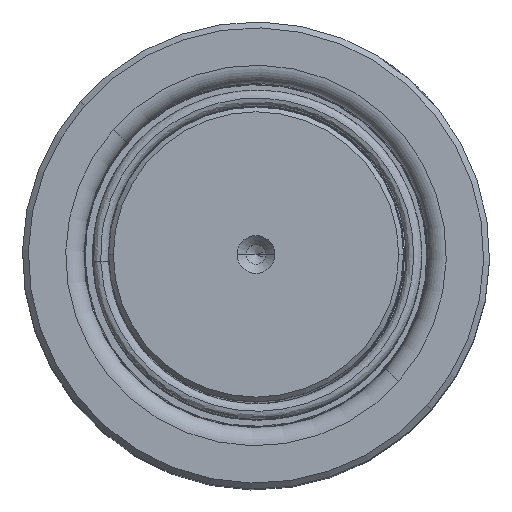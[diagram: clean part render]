
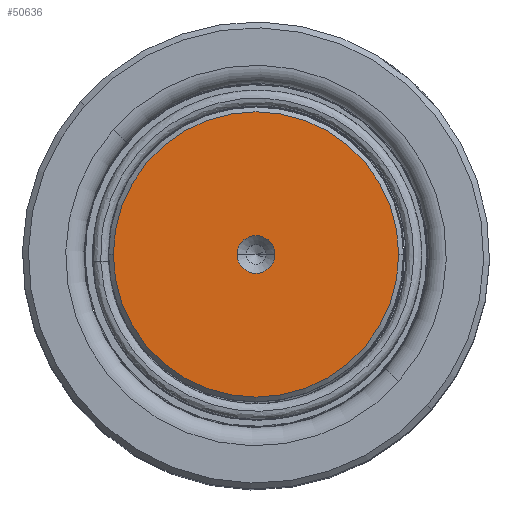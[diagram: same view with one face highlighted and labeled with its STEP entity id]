
A CAD part, top view. The second image highlights one B-rep face of the part: STEP entity #50636.
In plain terms, the highlighted planar face has unit normal (0, 0, 1).
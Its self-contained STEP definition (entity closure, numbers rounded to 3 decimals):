
#4252 = CARTESIAN_POINT ( 'NONE',  ( 0., 0., 240. ) ) ;
#4336 = EDGE_CURVE ( 'NONE', #53906, #57047, #60519, .T. ) ;
#4685 = CARTESIAN_POINT ( 'NONE',  ( 0., 0., 240. ) ) ;
#5491 = DIRECTION ( 'NONE',  ( 0., 0., 1. ) ) ;
#6226 = CIRCLE ( 'NONE', #37737, 29.017 ) ;
#7292 = DIRECTION ( 'NONE',  ( 1., 0., 0. ) ) ;
#7502 = CARTESIAN_POINT ( 'NONE',  ( 3.85, 0., 240. ) ) ;
#9697 = EDGE_CURVE ( 'NONE', #56839, #63409, #52572, .T. ) ;
#10873 = FACE_OUTER_BOUND ( 'NONE', #55975, .T. ) ;
#12471 = CARTESIAN_POINT ( 'NONE',  ( -29.017, 0., 240. ) ) ;
#15145 = AXIS2_PLACEMENT_3D ( 'NONE', #22053, #31606, #7292 ) ;
#18706 = DIRECTION ( 'NONE',  ( 1., 0., 0. ) ) ;
#22053 = CARTESIAN_POINT ( 'NONE',  ( 0., 0., 240. ) ) ;
#24016 = CARTESIAN_POINT ( 'NONE',  ( 29.017, 0., 240. ) ) ;
#24374 = ORIENTED_EDGE ( 'NONE', *, *, #9697, .F. ) ;
#24386 = AXIS2_PLACEMENT_3D ( 'NONE', #4685, #59449, #44443 ) ;
#31064 = EDGE_CURVE ( 'NONE', #63409, #56839, #37570, .T. ) ;
#31606 = DIRECTION ( 'NONE',  ( 0., 0., 1. ) ) ;
#33507 = DIRECTION ( 'NONE',  ( 0., 0., 1. ) ) ;
#33629 = AXIS2_PLACEMENT_3D ( 'NONE', #4252, #38575, #43561 ) ;
#35856 = ORIENTED_EDGE ( 'NONE', *, *, #35918, .T. ) ;
#35918 = EDGE_CURVE ( 'NONE', #57047, #53906, #6226, .T. ) ;
#37435 = ORIENTED_EDGE ( 'NONE', *, *, #4336, .T. ) ;
#37570 = CIRCLE ( 'NONE', #15145, 3.85 ) ;
#37737 = AXIS2_PLACEMENT_3D ( 'NONE', #38734, #33507, #18706 ) ;
#38575 = DIRECTION ( 'NONE',  ( 0., 0., 1. ) ) ;
#38734 = CARTESIAN_POINT ( 'NONE',  ( 0., 0., 240. ) ) ;
#39794 = AXIS2_PLACEMENT_3D ( 'NONE', #55030, #5491, #49821 ) ;
#43561 = DIRECTION ( 'NONE',  ( 1., 0., 0. ) ) ;
#44443 = DIRECTION ( 'NONE',  ( 1., 0., 0. ) ) ;
#44809 = PLANE ( 'NONE',  #39794 ) ;
#49821 = DIRECTION ( 'NONE',  ( 1., 0., 0. ) ) ;
#50564 = FACE_BOUND ( 'NONE', #50577, .T. ) ;
#50577 = EDGE_LOOP ( 'NONE', ( #24374, #57304 ) ) ;
#50636 = ADVANCED_FACE ( 'NONE', ( #50564, #10873 ), #44809, .T. ) ;
#52572 = CIRCLE ( 'NONE', #24386, 3.85 ) ;
#53906 = VERTEX_POINT ( 'NONE', #24016 ) ;
#55030 = CARTESIAN_POINT ( 'NONE',  ( 0., 0., 240. ) ) ;
#55975 = EDGE_LOOP ( 'NONE', ( #35856, #37435 ) ) ;
#56031 = CARTESIAN_POINT ( 'NONE',  ( -3.85, 0., 240. ) ) ;
#56839 = VERTEX_POINT ( 'NONE', #7502 ) ;
#57047 = VERTEX_POINT ( 'NONE', #12471 ) ;
#57304 = ORIENTED_EDGE ( 'NONE', *, *, #31064, .F. ) ;
#59449 = DIRECTION ( 'NONE',  ( 0., 0., 1. ) ) ;
#60519 = CIRCLE ( 'NONE', #33629, 29.017 ) ;
#63409 = VERTEX_POINT ( 'NONE', #56031 ) ;
